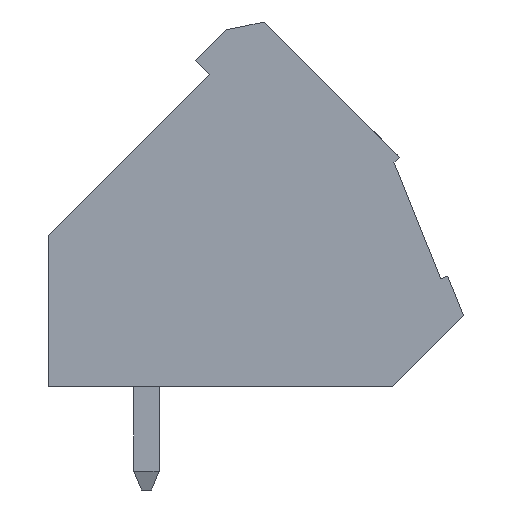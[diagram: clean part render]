
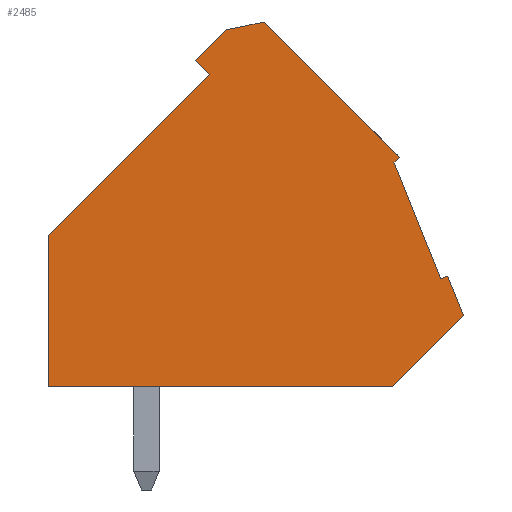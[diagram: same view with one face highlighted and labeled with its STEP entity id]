
A CAD part, left-side view. The second image highlights one B-rep face of the part: STEP entity #2485.
In plain terms, the highlighted planar face has unit normal (-1, 0, 0).
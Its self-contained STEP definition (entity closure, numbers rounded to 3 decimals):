
#2485 = ADVANCED_FACE( '', ( #5153 ), #5154, .F. );
#5153 = FACE_OUTER_BOUND( '', #8065, .T. );
#5154 = PLANE( '', #8066 );
#8065 = EDGE_LOOP( '', ( #15142, #15143, #15144, #15145, #15146, #15147, #15148, #15149, #15150, #15151, #15152, #15153 ) );
#8066 = AXIS2_PLACEMENT_3D( '', #15154, #15155, #15156 );
#15142 = ORIENTED_EDGE( '', *, *, #21199, .F. );
#15143 = ORIENTED_EDGE( '', *, *, #20793, .F. );
#15144 = ORIENTED_EDGE( '', *, *, #21200, .F. );
#15145 = ORIENTED_EDGE( '', *, *, #21201, .F. );
#15146 = ORIENTED_EDGE( '', *, *, #18374, .F. );
#15147 = ORIENTED_EDGE( '', *, *, #21202, .F. );
#15148 = ORIENTED_EDGE( '', *, *, #20815, .F. );
#15149 = ORIENTED_EDGE( '', *, *, #20377, .F. );
#15150 = ORIENTED_EDGE( '', *, *, #18902, .F. );
#15151 = ORIENTED_EDGE( '', *, *, #18558, .F. );
#15152 = ORIENTED_EDGE( '', *, *, #21203, .F. );
#15153 = ORIENTED_EDGE( '', *, *, #19336, .F. );
#15154 = CARTESIAN_POINT( '', ( -56.58, 0., 0. ) );
#15155 = DIRECTION( '', ( 1., 0., 0. ) );
#15156 = DIRECTION( '', ( 0., 0., -1. ) );
#18374 = EDGE_CURVE( '', #22186, #22187, #22188, .T. );
#18558 = EDGE_CURVE( '', #22505, #22506, #22507, .T. );
#18902 = EDGE_CURVE( '', #22506, #23103, #23104, .T. );
#19336 = EDGE_CURVE( '', #23850, #23852, #23853, .T. );
#20377 = EDGE_CURVE( '', #23103, #25467, #25468, .T. );
#20793 = EDGE_CURVE( '', #26018, #26019, #26020, .T. );
#20815 = EDGE_CURVE( '', #25467, #26048, #26050, .T. );
#21199 = EDGE_CURVE( '', #26019, #23850, #26542, .T. );
#21200 = EDGE_CURVE( '', #26543, #26018, #26544, .T. );
#21201 = EDGE_CURVE( '', #22187, #26543, #26545, .T. );
#21202 = EDGE_CURVE( '', #26048, #22186, #26546, .T. );
#21203 = EDGE_CURVE( '', #23852, #22505, #26547, .T. );
#22186 = VERTEX_POINT( '', #27773 );
#22187 = VERTEX_POINT( '', #27774 );
#22188 = LINE( '', #27775, #27776 );
#22505 = VERTEX_POINT( '', #28258 );
#22506 = VERTEX_POINT( '', #28259 );
#22507 = LINE( '', #28260, #28261 );
#23103 = VERTEX_POINT( '', #29134 );
#23104 = LINE( '', #29135, #29136 );
#23850 = VERTEX_POINT( '', #30240 );
#23852 = VERTEX_POINT( '', #30243 );
#23853 = LINE( '', #30244, #30245 );
#25467 = VERTEX_POINT( '', #32697 );
#25468 = LINE( '', #32698, #32699 );
#26018 = VERTEX_POINT( '', #33529 );
#26019 = VERTEX_POINT( '', #33530 );
#26020 = LINE( '', #33531, #33532 );
#26048 = VERTEX_POINT( '', #33575 );
#26050 = LINE( '', #33578, #33579 );
#26542 = LINE( '', #34316, #34317 );
#26543 = VERTEX_POINT( '', #34318 );
#26544 = LINE( '', #34319, #34320 );
#26545 = LINE( '', #34321, #34322 );
#26546 = LINE( '', #34323, #34324 );
#26547 = LINE( '', #34325, #34326 );
#27773 = CARTESIAN_POINT( '', ( -56.58, -7.109, 6.126 ) );
#27774 = CARTESIAN_POINT( '', ( -56.58, -6.897, 5.914 ) );
#27775 = CARTESIAN_POINT( '', ( -56.58, -7.109, 6.126 ) );
#27776 = VECTOR( '', #35514, 1000. );
#28258 = CARTESIAN_POINT( '', ( -56.58, 6.836, 3. ) );
#28259 = CARTESIAN_POINT( '', ( -56.58, 0.422, 9.414 ) );
#28260 = CARTESIAN_POINT( '', ( -56.58, 6.836, 3. ) );
#28261 = VECTOR( '', #35677, 1000. );
#29134 = CARTESIAN_POINT( '', ( -56.58, 0.987, 9.98 ) );
#29135 = CARTESIAN_POINT( '', ( -56.58, 0.422, 9.414 ) );
#29136 = VECTOR( '', #36039, 1000. );
#30240 = CARTESIAN_POINT( '', ( -56.58, -6.836, -3. ) );
#30243 = CARTESIAN_POINT( '', ( -56.58, 6.836, -3. ) );
#30244 = CARTESIAN_POINT( '', ( -56.58, -6.836, -3. ) );
#30245 = VECTOR( '', #36483, 1000. );
#32697 = CARTESIAN_POINT( '', ( -56.58, -0.215, 11.182 ) );
#32698 = CARTESIAN_POINT( '', ( -56.58, 0.987, 9.98 ) );
#32699 = VECTOR( '', #37472, 1000. );
#33529 = CARTESIAN_POINT( '', ( -56.58, -9.031, 1.406 ) );
#33530 = CARTESIAN_POINT( '', ( -56.58, -9.664, -0.172 ) );
#33531 = CARTESIAN_POINT( '', ( -56.58, -9.031, 1.406 ) );
#33532 = VECTOR( '', #37828, 1000. );
#33575 = CARTESIAN_POINT( '', ( -56.58, -1.735, 11.5 ) );
#33578 = CARTESIAN_POINT( '', ( -56.58, -0.215, 11.182 ) );
#33579 = VECTOR( '', #37845, 1000. );
#34316 = CARTESIAN_POINT( '', ( -56.58, -9.664, -0.172 ) );
#34317 = VECTOR( '', #38163, 1000. );
#34318 = CARTESIAN_POINT( '', ( -56.58, -8.752, 1.294 ) );
#34319 = CARTESIAN_POINT( '', ( -56.58, -8.752, 1.294 ) );
#34320 = VECTOR( '', #38164, 1000. );
#34321 = CARTESIAN_POINT( '', ( -56.58, -6.897, 5.914 ) );
#34322 = VECTOR( '', #38165, 1000. );
#34323 = CARTESIAN_POINT( '', ( -56.58, -1.735, 11.5 ) );
#34324 = VECTOR( '', #38166, 1000. );
#34325 = CARTESIAN_POINT( '', ( -56.58, 6.836, -3. ) );
#34326 = VECTOR( '', #38167, 1000. );
#35514 = DIRECTION( '', ( 0., 0.707, -0.707 ) );
#35677 = DIRECTION( '', ( 0., -0.707, 0.707 ) );
#36039 = DIRECTION( '', ( 0., 0.707, 0.707 ) );
#36483 = DIRECTION( '', ( 0., 1., 0. ) );
#37472 = DIRECTION( '', ( 0., -0.707, 0.707 ) );
#37828 = DIRECTION( '', ( 0., -0.373, -0.928 ) );
#37845 = DIRECTION( '', ( 0., -0.979, 0.205 ) );
#38163 = DIRECTION( '', ( 0., 0.707, -0.707 ) );
#38164 = DIRECTION( '', ( 0., -0.928, 0.373 ) );
#38165 = DIRECTION( '', ( 0., -0.373, -0.928 ) );
#38166 = DIRECTION( '', ( 0., -0.707, -0.707 ) );
#38167 = DIRECTION( '', ( 0., 0., 1. ) );
